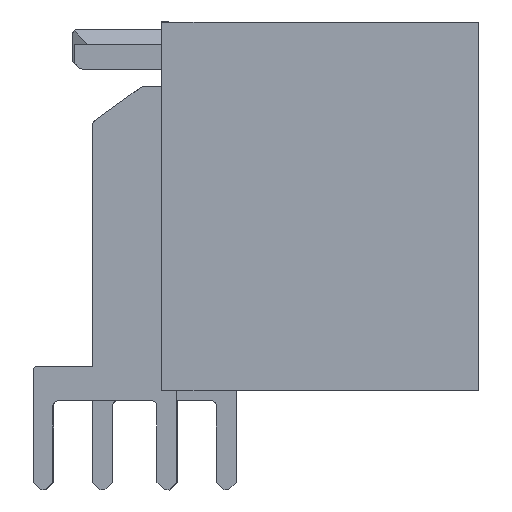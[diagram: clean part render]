
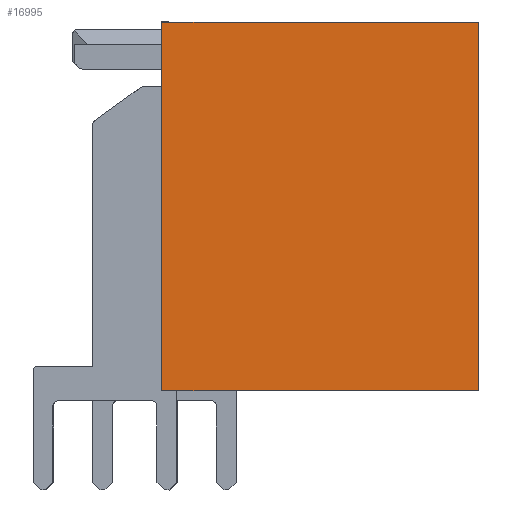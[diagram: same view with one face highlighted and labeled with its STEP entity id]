
A CAD part, left-side view. The second image highlights one B-rep face of the part: STEP entity #16995.
In plain terms, the highlighted face is planar.
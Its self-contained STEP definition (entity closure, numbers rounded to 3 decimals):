
#1967=ORIENTED_EDGE('',*,*,#4949,.F.);
#1968=ORIENTED_EDGE('',*,*,#5064,.F.);
#1969=ORIENTED_EDGE('',*,*,#4958,.F.);
#1970=ORIENTED_EDGE('',*,*,#4941,.F.);
#4941=EDGE_CURVE('',#6538,#6539,#7959,.T.);
#4949=EDGE_CURVE('',#6544,#6538,#7967,.T.);
#4958=EDGE_CURVE('',#6539,#6549,#7976,.T.);
#5064=EDGE_CURVE('',#6549,#6544,#8082,.T.);
#6538=VERTEX_POINT('',#23323);
#6539=VERTEX_POINT('',#23325);
#6544=VERTEX_POINT('',#23339);
#6549=VERTEX_POINT('',#23360);
#7959=LINE('',#23324,#9702);
#7967=LINE('',#23340,#9710);
#7976=LINE('',#23359,#9719);
#8082=LINE('',#23545,#9825);
#9702=VECTOR('',#19672,1000.);
#9710=VECTOR('',#19684,1000.);
#9719=VECTOR('',#19705,1000.);
#9825=VECTOR('',#19913,1000.);
#10805=EDGE_LOOP('',(#1967,#1968,#1969,#1970));
#11457=FACE_BOUND('',#10805,.T.);
#12084=PLANE('',#17662);
#16995=ADVANCED_FACE('',(#11457),#12084,.F.);
#17662=AXIS2_PLACEMENT_3D('',#23544,#19911,#19912);
#19672=DIRECTION('',(0.,0.,1.));
#19684=DIRECTION('',(-1.,0.,0.));
#19705=DIRECTION('',(1.,0.,0.));
#19911=DIRECTION('',(0.,1.,0.));
#19912=DIRECTION('',(1.,0.,0.));
#19913=DIRECTION('',(0.,0.,-1.));
#23323=CARTESIAN_POINT('',(-4.604,0.,-9.247));
#23324=CARTESIAN_POINT('',(-4.604,0.,-9.247));
#23325=CARTESIAN_POINT('',(-4.604,0.001,5.653));
#23339=CARTESIAN_POINT('',(8.196,-0.002,-9.247));
#23340=CARTESIAN_POINT('',(8.196,-0.002,-9.247));
#23359=CARTESIAN_POINT('',(-4.604,0.001,5.653));
#23360=CARTESIAN_POINT('',(8.196,0.,5.653));
#23544=CARTESIAN_POINT('',(1.796,0.,-1.797));
#23545=CARTESIAN_POINT('',(8.196,0.,5.653));
